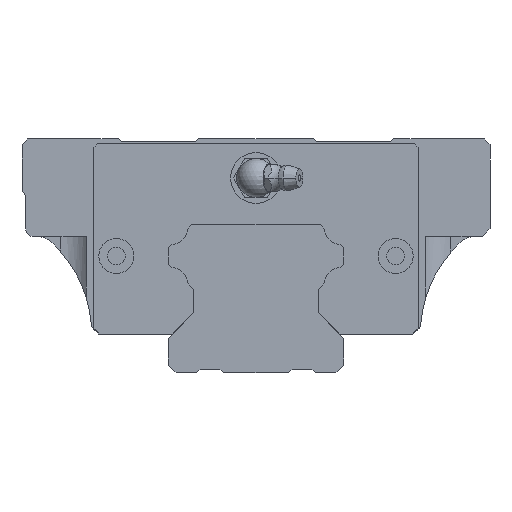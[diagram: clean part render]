
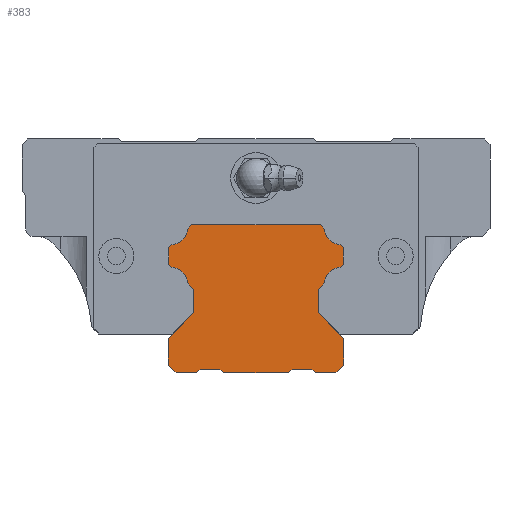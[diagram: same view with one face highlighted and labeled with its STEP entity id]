
A CAD part, front view. The second image highlights one B-rep face of the part: STEP entity #383.
In plain terms, the highlighted planar face has unit normal (0, -1, 0).
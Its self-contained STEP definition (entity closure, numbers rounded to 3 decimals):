
#383=ADVANCED_FACE('',(#846),#847,.T.);
#846=FACE_OUTER_BOUND('',#1385,.T.);
#847=PLANE('',#1386);
#1385=EDGE_LOOP('',(#3136,#3137,#3138,#3139,#3140,#3141,#3142,#3143,#3144,#3145,#3146,#3147,#3148,#3149,#3150,#3151,#3152,#3153,#3154,#3155,#3156,#3157,#3158,#3159,#3160,#3161,#3162,#3163,#3164,#3165,#3166,#3167));
#1386=AXIS2_PLACEMENT_3D('',#3168,#3169,#3170);
#3136=ORIENTED_EDGE('',*,*,#3786,.F.);
#3137=ORIENTED_EDGE('',*,*,#3794,.F.);
#3138=ORIENTED_EDGE('',*,*,#3711,.T.);
#3139=ORIENTED_EDGE('',*,*,#3695,.F.);
#3140=ORIENTED_EDGE('',*,*,#3748,.T.);
#3141=ORIENTED_EDGE('',*,*,#3750,.T.);
#3142=ORIENTED_EDGE('',*,*,#3773,.F.);
#3143=ORIENTED_EDGE('',*,*,#3784,.F.);
#3144=ORIENTED_EDGE('',*,*,#3769,.F.);
#3145=ORIENTED_EDGE('',*,*,#3796,.T.);
#3146=ORIENTED_EDGE('',*,*,#3764,.T.);
#3147=ORIENTED_EDGE('',*,*,#3753,.F.);
#3148=ORIENTED_EDGE('',*,*,#3797,.T.);
#3149=ORIENTED_EDGE('',*,*,#3798,.T.);
#3150=ORIENTED_EDGE('',*,*,#3714,.F.);
#3151=ORIENTED_EDGE('',*,*,#3788,.T.);
#3152=ORIENTED_EDGE('',*,*,#3799,.T.);
#3153=ORIENTED_EDGE('',*,*,#3790,.T.);
#3154=ORIENTED_EDGE('',*,*,#3795,.F.);
#3155=ORIENTED_EDGE('',*,*,#3780,.F.);
#3156=ORIENTED_EDGE('',*,*,#3761,.T.);
#3157=ORIENTED_EDGE('',*,*,#3772,.F.);
#3158=ORIENTED_EDGE('',*,*,#3701,.T.);
#3159=ORIENTED_EDGE('',*,*,#3768,.T.);
#3160=ORIENTED_EDGE('',*,*,#3758,.F.);
#3161=ORIENTED_EDGE('',*,*,#3766,.F.);
#3162=ORIENTED_EDGE('',*,*,#3785,.T.);
#3163=ORIENTED_EDGE('',*,*,#3777,.F.);
#3164=ORIENTED_EDGE('',*,*,#3745,.T.);
#3165=ORIENTED_EDGE('',*,*,#3800,.F.);
#3166=ORIENTED_EDGE('',*,*,#3705,.F.);
#3167=ORIENTED_EDGE('',*,*,#3782,.F.);
#3168=CARTESIAN_POINT('',(21.912,-179.0,37.212));
#3169=DIRECTION('',(0.0,-1.0,0.0));
#3170=DIRECTION('',(0.0,0.0,-1.0));
#3695=EDGE_CURVE('',#4596,#4597,#4598,.T.);
#3701=EDGE_CURVE('',#4606,#4607,#4608,.T.);
#3705=EDGE_CURVE('',#4614,#4615,#4616,.T.);
#3711=EDGE_CURVE('',#4624,#4597,#4625,.T.);
#3714=EDGE_CURVE('',#4629,#4630,#4631,.T.);
#3745=EDGE_CURVE('',#4687,#4688,#4689,.T.);
#3748=EDGE_CURVE('',#4596,#4692,#4693,.T.);
#3750=EDGE_CURVE('',#4692,#4695,#4696,.T.);
#3753=EDGE_CURVE('',#4699,#4700,#4701,.T.);
#3758=EDGE_CURVE('',#4706,#4707,#4708,.T.);
#3761=EDGE_CURVE('',#4711,#4712,#4713,.T.);
#3764=EDGE_CURVE('',#4716,#4700,#4717,.T.);
#3766=EDGE_CURVE('',#4719,#4706,#4720,.T.);
#3768=EDGE_CURVE('',#4607,#4707,#4722,.T.);
#3769=EDGE_CURVE('',#4723,#4724,#4725,.T.);
#3772=EDGE_CURVE('',#4606,#4712,#4728,.T.);
#3773=EDGE_CURVE('',#4729,#4695,#4730,.T.);
#3777=EDGE_CURVE('',#4687,#4734,#4735,.T.);
#3780=EDGE_CURVE('',#4711,#4738,#4739,.T.);
#3782=EDGE_CURVE('',#4741,#4614,#4742,.T.);
#3784=EDGE_CURVE('',#4724,#4729,#4744,.T.);
#3785=EDGE_CURVE('',#4719,#4734,#4745,.T.);
#3786=EDGE_CURVE('',#4746,#4741,#4747,.T.);
#3788=EDGE_CURVE('',#4629,#4749,#4750,.T.);
#3790=EDGE_CURVE('',#4752,#4753,#4754,.T.);
#3794=EDGE_CURVE('',#4624,#4746,#4758,.T.);
#3795=EDGE_CURVE('',#4738,#4753,#4759,.T.);
#3796=EDGE_CURVE('',#4723,#4716,#4760,.T.);
#3797=EDGE_CURVE('',#4699,#4761,#4762,.T.);
#3798=EDGE_CURVE('',#4761,#4630,#4763,.T.);
#3799=EDGE_CURVE('',#4749,#4752,#4764,.T.);
#3800=EDGE_CURVE('',#4615,#4688,#4765,.T.);
#4596=VERTEX_POINT('',#6071);
#4597=VERTEX_POINT('',#6072);
#4598=CIRCLE('',#6073,4.35);
#4606=VERTEX_POINT('',#6083);
#4607=VERTEX_POINT('',#6084);
#4608=LINE('',#6085,#6086);
#4614=VERTEX_POINT('',#6095);
#4615=VERTEX_POINT('',#6096);
#4616=LINE('',#6097,#6098);
#4624=VERTEX_POINT('',#6109);
#4625=LINE('',#6110,#6111);
#4629=VERTEX_POINT('',#6117);
#4630=VERTEX_POINT('',#6118);
#4631=LINE('',#6119,#6120);
#4687=VERTEX_POINT('',#6203);
#4688=VERTEX_POINT('',#6204);
#4689=LINE('',#6205,#6206);
#4692=VERTEX_POINT('',#6211);
#4693=LINE('',#6212,#6213);
#4695=VERTEX_POINT('',#6216);
#4696=LINE('',#6217,#6218);
#4699=VERTEX_POINT('',#6222);
#4700=VERTEX_POINT('',#6223);
#4701=LINE('',#6224,#6225);
#4706=VERTEX_POINT('',#6232);
#4707=VERTEX_POINT('',#6233);
#4708=LINE('',#6234,#6235);
#4711=VERTEX_POINT('',#6240);
#4712=VERTEX_POINT('',#6241);
#4713=LINE('',#6242,#6243);
#4716=VERTEX_POINT('',#6248);
#4717=LINE('',#6249,#6250);
#4719=VERTEX_POINT('',#6253);
#4720=LINE('',#6254,#6255);
#4722=LINE('',#6258,#6259);
#4723=VERTEX_POINT('',#6260);
#4724=VERTEX_POINT('',#6261);
#4725=LINE('',#6262,#6263);
#4728=LINE('',#6268,#6269);
#4729=VERTEX_POINT('',#6270);
#4730=LINE('',#6271,#6272);
#4734=VERTEX_POINT('',#6277);
#4735=CIRCLE('',#6278,4.35);
#4738=VERTEX_POINT('',#6282);
#4739=LINE('',#6283,#6284);
#4741=VERTEX_POINT('',#6287);
#4742=CIRCLE('',#6288,4.35);
#4744=CIRCLE('',#6291,4.35);
#4745=LINE('',#6292,#6293);
#4746=VERTEX_POINT('',#6294);
#4747=LINE('',#6295,#6296);
#4749=VERTEX_POINT('',#6299);
#4750=LINE('',#6300,#6301);
#4752=VERTEX_POINT('',#6304);
#4753=VERTEX_POINT('',#6305);
#4754=LINE('',#6306,#6307);
#4758=LINE('',#6313,#6314);
#4759=LINE('',#6315,#6316);
#4760=LINE('',#6317,#6318);
#4761=VERTEX_POINT('',#6319);
#4762=LINE('',#6320,#6321);
#4763=LINE('',#6322,#6323);
#4764=LINE('',#6324,#6325);
#4765=LINE('',#6326,#6327);
#6071=CARTESIAN_POINT('',(-21.584,-179.0,32.875));
#6072=CARTESIAN_POINT('',(-17.575,-179.0,36.884));
#6073=AXIS2_PLACEMENT_3D('',#7073,#7074,#7075);
#6083=CARTESIAN_POINT('',(20.5,-179.0,0.0));
#6084=CARTESIAN_POINT('',(22.5,-179.0,2.0));
#6085=CARTESIAN_POINT('',(20.5,-179.0,0.0));
#6086=VECTOR('',#7087,1000.0);
#6095=CARTESIAN_POINT('',(21.584,-179.0,32.875));
#6096=CARTESIAN_POINT('',(22.4,-179.0,32.059));
#6097=CARTESIAN_POINT('',(21.584,-179.0,32.875));
#6098=VECTOR('',#7091,1000.0);
#6109=CARTESIAN_POINT('',(-16.459,-179.0,38.0));
#6110=CARTESIAN_POINT('',(-16.559,-179.0,37.9));
#6111=VECTOR('',#7101,1000.0);
#6117=CARTESIAN_POINT('',(-14.3,-179.0,1.0));
#6118=CARTESIAN_POINT('',(-15.3,-179.0,0.0));
#6119=CARTESIAN_POINT('',(-14.3,-179.0,1.0));
#6120=VECTOR('',#7104,1000.0);
#6203=CARTESIAN_POINT('',(21.584,-179.0,27.125));
#6204=CARTESIAN_POINT('',(22.4,-179.0,27.941));
#6205=CARTESIAN_POINT('',(21.584,-179.0,27.125));
#6206=VECTOR('',#7141,1000.0);
#6211=CARTESIAN_POINT('',(-22.4,-179.0,32.059));
#6212=CARTESIAN_POINT('',(-21.584,-179.0,32.875));
#6213=VECTOR('',#7144,1000.0);
#6216=CARTESIAN_POINT('',(-22.4,-179.0,27.941));
#6217=CARTESIAN_POINT('',(-22.4,-179.0,32.059));
#6218=VECTOR('',#7146,1000.0);
#6222=CARTESIAN_POINT('',(-22.5,-179.0,2.0));
#6223=CARTESIAN_POINT('',(-22.5,-179.0,8.859));
#6224=CARTESIAN_POINT('',(-22.5,-179.0,2.0));
#6225=VECTOR('',#7151,1000.0);
#6232=CARTESIAN_POINT('',(15.9,-179.0,15.459));
#6233=CARTESIAN_POINT('',(22.5,-179.0,8.859));
#6234=CARTESIAN_POINT('',(15.9,-179.0,15.459));
#6235=VECTOR('',#7160,1000.0);
#6240=CARTESIAN_POINT('',(14.3,-179.0,1.0));
#6241=CARTESIAN_POINT('',(15.3,-179.0,0.0));
#6242=CARTESIAN_POINT('',(14.3,-179.0,1.0));
#6243=VECTOR('',#7163,1000.0);
#6248=CARTESIAN_POINT('',(-15.9,-179.0,15.459));
#6249=CARTESIAN_POINT('',(-15.9,-179.0,15.459));
#6250=VECTOR('',#7166,1000.0);
#6253=CARTESIAN_POINT('',(15.9,-179.0,21.441));
#6254=CARTESIAN_POINT('',(15.9,-179.0,21.441));
#6255=VECTOR('',#7168,1000.0);
#6258=CARTESIAN_POINT('',(22.5,-179.0,2.0));
#6259=VECTOR('',#7170,1000.0);
#6260=CARTESIAN_POINT('',(-15.9,-179.0,21.441));
#6261=CARTESIAN_POINT('',(-17.575,-179.0,23.116));
#6262=CARTESIAN_POINT('',(-15.9,-179.0,21.441));
#6263=VECTOR('',#7171,1000.0);
#6268=CARTESIAN_POINT('',(20.5,-179.0,0.0));
#6269=VECTOR('',#7174,1000.0);
#6270=CARTESIAN_POINT('',(-21.584,-179.0,27.125));
#6271=CARTESIAN_POINT('',(-21.584,-179.0,27.125));
#6272=VECTOR('',#7175,1000.0);
#6277=CARTESIAN_POINT('',(17.575,-179.0,23.116));
#6278=AXIS2_PLACEMENT_3D('',#7183,#7184,#7185);
#6282=CARTESIAN_POINT('',(9.3,-179.0,1.0));
#6283=CARTESIAN_POINT('',(14.3,-179.0,1.0));
#6284=VECTOR('',#7190,1000.0);
#6287=CARTESIAN_POINT('',(17.575,-179.0,36.884));
#6288=AXIS2_PLACEMENT_3D('',#7192,#7193,#7194);
#6291=AXIS2_PLACEMENT_3D('',#7196,#7197,#7198);
#6292=CARTESIAN_POINT('',(15.9,-179.0,21.441));
#6293=VECTOR('',#7199,1000.0);
#6294=CARTESIAN_POINT('',(16.459,-179.0,38.0));
#6295=CARTESIAN_POINT('',(16.559,-179.0,37.9));
#6296=VECTOR('',#7200,1000.0);
#6299=CARTESIAN_POINT('',(-9.3,-179.0,1.0));
#6300=CARTESIAN_POINT('',(-14.3,-179.0,1.0));
#6301=VECTOR('',#7202,1000.0);
#6304=CARTESIAN_POINT('',(-8.3,-179.0,0.0));
#6305=CARTESIAN_POINT('',(8.3,-179.0,0.0));
#6306=CARTESIAN_POINT('',(-8.3,-179.0,0.0));
#6307=VECTOR('',#7204,1000.0);
#6313=CARTESIAN_POINT('',(21.912,-179.0,38.0));
#6314=VECTOR('',#7210,1000.0);
#6315=CARTESIAN_POINT('',(9.3,-179.0,1.0));
#6316=VECTOR('',#7211,1000.0);
#6317=CARTESIAN_POINT('',(-15.9,-179.0,21.441));
#6318=VECTOR('',#7212,1000.0);
#6319=CARTESIAN_POINT('',(-20.5,-179.0,0.0));
#6320=CARTESIAN_POINT('',(-22.5,-179.0,2.0));
#6321=VECTOR('',#7213,1000.0);
#6322=CARTESIAN_POINT('',(-20.5,-179.0,0.0));
#6323=VECTOR('',#7214,1000.0);
#6324=CARTESIAN_POINT('',(-9.3,-179.0,1.0));
#6325=VECTOR('',#7215,1000.0);
#6326=CARTESIAN_POINT('',(22.4,-179.0,32.059));
#6327=VECTOR('',#7216,1000.0);
#7073=CARTESIAN_POINT('',(-21.912,-179.0,37.212));
#7074=DIRECTION('',(0.0,-1.0,0.0));
#7075=DIRECTION('',(1.0,0.0,0.0));
#7087=DIRECTION('',(0.707,0.0,0.707));
#7091=DIRECTION('',(0.707,0.0,-0.707));
#7101=DIRECTION('',(-0.707,0.0,-0.707));
#7104=DIRECTION('',(-0.707,0.0,-0.707));
#7141=DIRECTION('',(0.707,0.0,0.707));
#7144=DIRECTION('',(-0.707,0.0,-0.707));
#7146=DIRECTION('',(0.0,0.0,-1.0));
#7151=DIRECTION('',(0.0,0.0,1.0));
#7160=DIRECTION('',(0.707,0.0,-0.707));
#7163=DIRECTION('',(0.707,0.0,-0.707));
#7166=DIRECTION('',(-0.707,0.0,-0.707));
#7168=DIRECTION('',(0.0,0.0,-1.0));
#7170=DIRECTION('',(0.0,0.0,1.0));
#7171=DIRECTION('',(-0.707,0.0,0.707));
#7174=DIRECTION('',(-1.0,0.0,0.0));
#7175=DIRECTION('',(-0.707,0.0,0.707));
#7183=CARTESIAN_POINT('',(21.912,-179.0,22.788));
#7184=DIRECTION('',(0.0,-1.0,0.0));
#7185=DIRECTION('',(1.0,0.0,0.0));
#7190=DIRECTION('',(-1.0,0.0,0.0));
#7192=CARTESIAN_POINT('',(21.912,-179.0,37.212));
#7193=DIRECTION('',(0.0,-1.0,0.0));
#7194=DIRECTION('',(1.0,0.0,0.0));
#7196=CARTESIAN_POINT('',(-21.912,-179.0,22.788));
#7197=DIRECTION('',(0.0,-1.0,0.0));
#7198=DIRECTION('',(1.0,0.0,0.0));
#7199=DIRECTION('',(0.707,0.0,0.707));
#7200=DIRECTION('',(0.707,0.0,-0.707));
#7202=DIRECTION('',(1.0,0.0,0.0));
#7204=DIRECTION('',(1.0,0.0,0.0));
#7210=DIRECTION('',(1.0,0.0,0.0));
#7211=DIRECTION('',(-0.707,0.0,-0.707));
#7212=DIRECTION('',(0.0,0.0,-1.0));
#7213=DIRECTION('',(0.707,0.0,-0.707));
#7214=DIRECTION('',(1.0,0.0,0.0));
#7215=DIRECTION('',(0.707,0.0,-0.707));
#7216=DIRECTION('',(0.0,0.0,-1.0));
